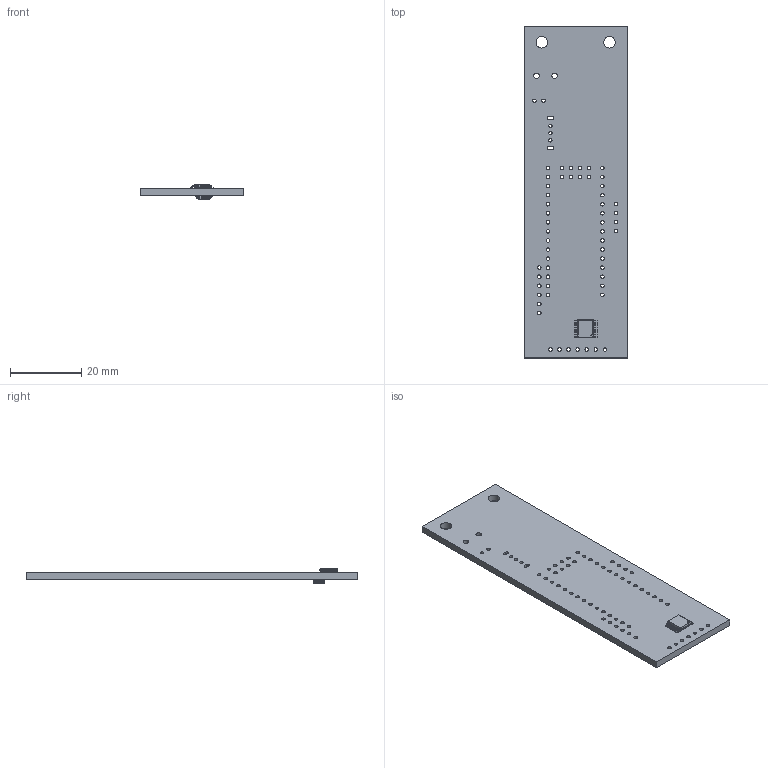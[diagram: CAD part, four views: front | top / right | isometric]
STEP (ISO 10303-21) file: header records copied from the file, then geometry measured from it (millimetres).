
FILE_DESCRIPTION(('KiCad electronic assembly'),'2;1');
FILE_NAME('smart penetrometer.step','2023-07-23T20:56:40',('Pcbnew'),( 'Kicad'),'Open CASCADE STEP processor 7.6','KiCad to STEP converter' ,'Unknown');
FILE_SCHEMA(('AUTOMOTIVE_DESIGN { 1 0 10303 214 1 1 1 1 }'));
Length unit declared in the file: millimetre
Products named in the file (6): smart penetrometer 1; ADS1120IPW; COMPOUND; ADS1118QDGSRQ1; smart penetrometer PCB
Assembly tree (5 placements, depth 3):
  smart penetrometer 1
    ADS1120IPW
      COMPOUND
    ADS1118QDGSRQ1
      COMPOUND
    smart penetrometer PCB
Bounding box: 28.96 x 93.02 x 4.38 mm (x, y, z)
Volume: 5229.1 mm3; surface area: 6299.9 mm2
Topology: 31 solids, 31 shells, 560 faces, 1456 edges, 952 vertices
Faces by surface type: plane 348, cylinder 204, sphere 8
Full cylindrical faces by diameter (mm): 0.914 x3, 1 x57, 1.52 x2, 3.2 x2
Entity records: 38242 total; most frequent: CARTESIAN_POINT 8602, DIRECTION 5533, LINE 3531, VECTOR 3531, ORIENTED_EDGE 2896, PCURVE 2896, DEFINITIONAL_REPRESENTATION 2896, EDGE_CURVE 1448
